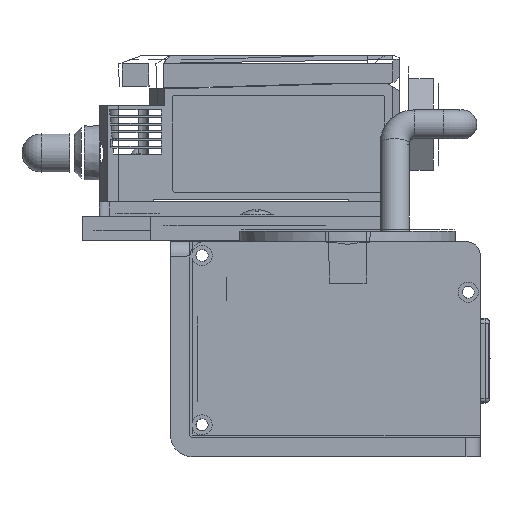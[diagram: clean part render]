
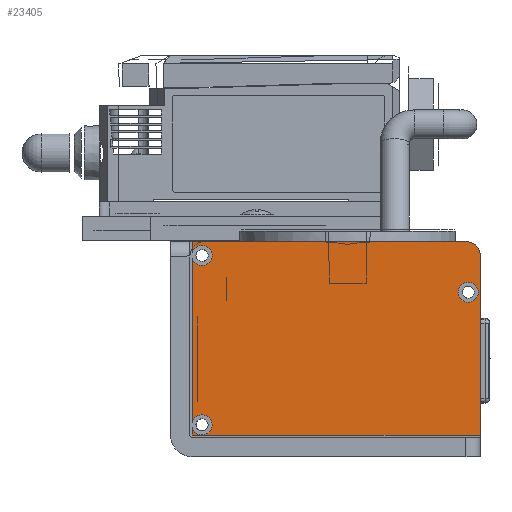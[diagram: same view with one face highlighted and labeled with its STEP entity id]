
A CAD part, front view. The second image highlights one B-rep face of the part: STEP entity #23405.
In plain terms, the highlighted planar face has unit normal (0, -1, 0).
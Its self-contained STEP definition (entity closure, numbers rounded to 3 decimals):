
#698=FACE_BOUND('',#4558,.T.);
#1745=PLANE('',#33145);
#3073=FACE_OUTER_BOUND('',#4557,.T.);
#4557=EDGE_LOOP('',(#20839,#20840,#20841,#20842,#20843,#20844,#20845,#20846,
#20847));
#4558=EDGE_LOOP('',(#20848));
#5302=CIRCLE('',#33146,2.075);
#5303=CIRCLE('',#33147,2.075);
#5304=CIRCLE('',#33148,3.);
#5305=CIRCLE('',#33149,2.075);
#8208=VERTEX_POINT('',#51359);
#8209=VERTEX_POINT('',#51360);
#8210=VERTEX_POINT('',#51362);
#8211=VERTEX_POINT('',#51364);
#8212=VERTEX_POINT('',#51366);
#8213=VERTEX_POINT('',#51368);
#8214=VERTEX_POINT('',#51370);
#8215=VERTEX_POINT('',#51372);
#8216=VERTEX_POINT('',#51374);
#8217=VERTEX_POINT('',#51377);
#12881=EDGE_CURVE('',#8208,#8209,#5302,.T.);
#12882=EDGE_CURVE('',#8208,#8210,#26870,.T.);
#12883=EDGE_CURVE('',#8211,#8210,#5303,.T.);
#12884=EDGE_CURVE('',#8211,#8212,#26871,.T.);
#12885=EDGE_CURVE('',#8212,#8213,#26872,.T.);
#12886=EDGE_CURVE('',#8213,#8214,#26873,.T.);
#12887=EDGE_CURVE('',#8215,#8214,#5304,.T.);
#12888=EDGE_CURVE('',#8215,#8216,#26874,.T.);
#12889=EDGE_CURVE('',#8216,#8209,#26875,.T.);
#12890=EDGE_CURVE('',#8217,#8217,#5305,.T.);
#20839=ORIENTED_EDGE('',*,*,#12881,.F.);
#20840=ORIENTED_EDGE('',*,*,#12882,.T.);
#20841=ORIENTED_EDGE('',*,*,#12883,.F.);
#20842=ORIENTED_EDGE('',*,*,#12884,.T.);
#20843=ORIENTED_EDGE('',*,*,#12885,.T.);
#20844=ORIENTED_EDGE('',*,*,#12886,.T.);
#20845=ORIENTED_EDGE('',*,*,#12887,.F.);
#20846=ORIENTED_EDGE('',*,*,#12888,.T.);
#20847=ORIENTED_EDGE('',*,*,#12889,.T.);
#20848=ORIENTED_EDGE('',*,*,#12890,.F.);
#23405=ADVANCED_FACE('',(#3073,#698),#1745,.F.);
#26870=LINE('',#51363,#30762);
#26871=LINE('',#51367,#30763);
#26872=LINE('',#51369,#30764);
#26873=LINE('',#51371,#30765);
#26874=LINE('',#51375,#30766);
#26875=LINE('',#51376,#30767);
#30762=VECTOR('',#40253,33.894);
#30763=VECTOR('',#40256,1.547);
#30764=VECTOR('',#40257,59.5);
#30765=VECTOR('',#40258,37.);
#30766=VECTOR('',#40261,56.5);
#30767=VECTOR('',#40262,2.347);
#33145=AXIS2_PLACEMENT_3D('',#51358,#40249,#40250);
#33146=AXIS2_PLACEMENT_3D('',#51361,#40251,#40252);
#33147=AXIS2_PLACEMENT_3D('',#51365,#40254,#40255);
#33148=AXIS2_PLACEMENT_3D('',#51373,#40259,#40260);
#33149=AXIS2_PLACEMENT_3D('',#51378,#40263,#40264);
#40249=DIRECTION('center_axis',(0.,1.,0.));
#40250=DIRECTION('ref_axis',(-1.,0.,0.));
#40251=DIRECTION('center_axis',(0.,-1.,0.));
#40252=DIRECTION('ref_axis',(-1.,0.,0.));
#40253=DIRECTION('',(0.,0.,-1.));
#40254=DIRECTION('center_axis',(0.,-1.,0.));
#40255=DIRECTION('ref_axis',(-1.,0.,0.));
#40256=DIRECTION('',(0.,0.,-1.));
#40257=DIRECTION('',(1.,0.,0.));
#40258=DIRECTION('',(0.,0.,1.));
#40259=DIRECTION('center_axis',(0.,1.,0.));
#40260=DIRECTION('ref_axis',(0.707,0.,0.707));
#40261=DIRECTION('',(-1.,0.,0.));
#40262=DIRECTION('',(0.,0.,-1.));
#40263=DIRECTION('center_axis',(0.,-1.,0.));
#40264=DIRECTION('ref_axis',(-1.,0.,0.));
#51358=CARTESIAN_POINT('Origin',(0.15,-51.5,-11.302));
#51359=CARTESIAN_POINT('',(-29.6,-51.5,6.245));
#51360=CARTESIAN_POINT('',(-29.6,-51.5,7.351));
#51361=CARTESIAN_POINT('Origin',(-27.6,-51.5,6.798));
#51362=CARTESIAN_POINT('',(-29.6,-51.5,-27.649));
#51363=CARTESIAN_POINT('',(-29.6,-51.5,9.698));
#51364=CARTESIAN_POINT('',(-29.6,-51.5,-28.755));
#51365=CARTESIAN_POINT('Origin',(-27.6,-51.5,-28.202));
#51366=CARTESIAN_POINT('',(-29.6,-51.5,-30.302));
#51367=CARTESIAN_POINT('',(-29.6,-51.5,9.698));
#51368=CARTESIAN_POINT('',(29.9,-51.5,-30.302));
#51369=CARTESIAN_POINT('',(-14.725,-51.5,-30.302));
#51370=CARTESIAN_POINT('',(29.9,-51.5,6.698));
#51371=CARTESIAN_POINT('',(29.9,-51.5,-32.302));
#51372=CARTESIAN_POINT('',(26.9,-51.5,9.698));
#51373=CARTESIAN_POINT('Origin',(26.9,-51.5,6.698));
#51374=CARTESIAN_POINT('',(-29.6,-51.5,9.698));
#51375=CARTESIAN_POINT('',(29.9,-51.5,9.698));
#51376=CARTESIAN_POINT('',(-29.6,-51.5,9.698));
#51377=CARTESIAN_POINT('',(29.475,-51.5,-0.802));
#51378=CARTESIAN_POINT('Origin',(27.4,-51.5,-0.802));
